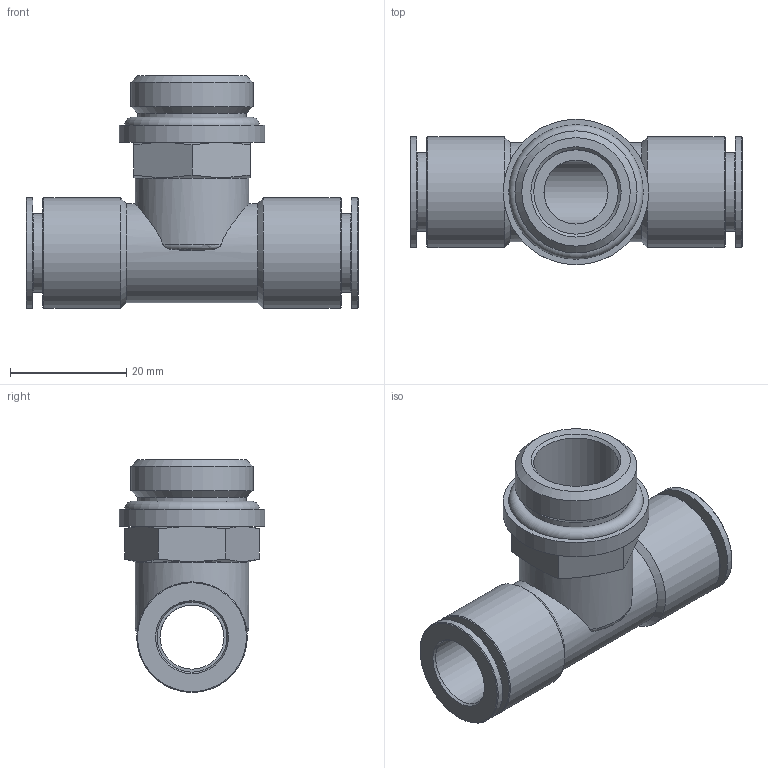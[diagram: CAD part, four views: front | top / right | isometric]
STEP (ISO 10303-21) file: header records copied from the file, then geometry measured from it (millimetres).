
FILE_DESCRIPTION(/* description */ ('STEP AP214'),/* implementation_level */ '2;1');
FILE_NAME(/* name */ '558747_NPQM-T-G12-Q12-P10',/* time_stamp */ '2024-09-13T06:41:35+02:00',/* author */ ('License CC BY-ND 4.0'),/* organization */ ('CADENAS'),/* preprocessor_version */ 'ST-DEVELOPER v19.3',/* originating_system */ 'PARTsolutions',/* authorisation */ ' ');
FILE_SCHEMA (('AUTOMOTIVE_DESIGN {1 0 10303 214 3 1 1}'));
Length unit declared in the file: millimetre
Products named in the file (1): 558747 NPQM-T-G12-Q12-P10
Bounding box: 57 x 25 x 40 mm (x, y, z)
Volume: 12942.5 mm3; surface area: 9244.1 mm2
Topology: 1 solids, 1 shells, 61 faces, 123 edges, 74 vertices
Faces by surface type: cone 24, plane 18, cylinder 16, torus 3
Full cylindrical faces by diameter (mm): 11 x2, 12 x2, 13.5 x2, 14.5 x1, 17 x1, 18.631 x1, 19 x4, 19.5 x1, 20.955 x1, 25 x1
Entity records: 1901 total; most frequent: CARTESIAN_POINT 326, DIRECTION 240, ORIENTED_EDGE 174, AXIS2_PLACEMENT_3D 117, EDGE_LOOP 108, FACE_BOUND 108, EDGE_CURVE 87, VERTEX_POINT 71
